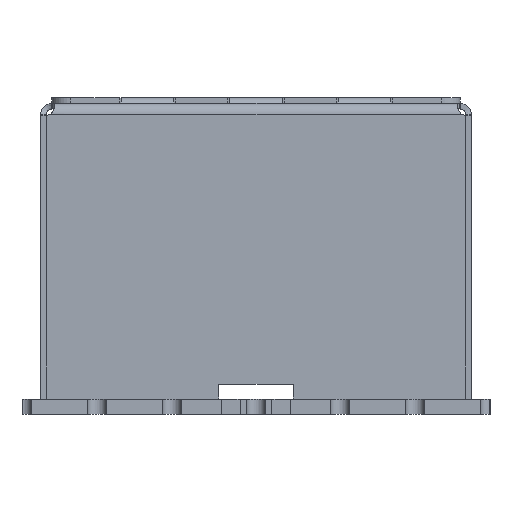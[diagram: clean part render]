
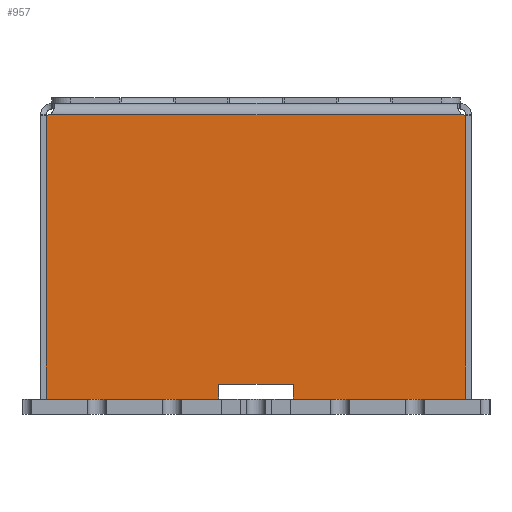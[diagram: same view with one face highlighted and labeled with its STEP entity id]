
A CAD part, left-side view. The second image highlights one B-rep face of the part: STEP entity #957.
In plain terms, the highlighted planar face has unit normal (-1, 0, 0).
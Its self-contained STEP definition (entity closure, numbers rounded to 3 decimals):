
#957=ADVANCED_FACE('',(#7700),#7702,.F.);
#7700=FACE_BOUND('',#7701,.T.);
#7701=EDGE_LOOP('',(#16464,#16465,#16466,#16467,#16468,#16469,#16470,#16471,#16472,
#16473));
#7702=PLANE('',#7703);
#7703=AXIS2_PLACEMENT_3D('',#7704,#7705,#7706);
#7704=CARTESIAN_POINT('',(-14.15,0.,16.613));
#7705=DIRECTION('',(1.,0.,0.));
#7706=DIRECTION('',(0.,0.,-1.));
#16464=ORIENTED_EDGE('',*,*,#20090,.T.);
#16465=ORIENTED_EDGE('',*,*,#20445,.F.);
#16466=ORIENTED_EDGE('',*,*,#20446,.F.);
#16467=ORIENTED_EDGE('',*,*,#20447,.F.);
#16468=ORIENTED_EDGE('',*,*,#20125,.T.);
#16469=ORIENTED_EDGE('',*,*,#20444,.F.);
#16470=ORIENTED_EDGE('',*,*,#20448,.T.);
#16471=ORIENTED_EDGE('',*,*,#20437,.F.);
#16472=ORIENTED_EDGE('',*,*,#20449,.F.);
#16473=ORIENTED_EDGE('',*,*,#20450,.T.);
#20090=EDGE_CURVE('',#22284,#22285,#22286,.T.);
#20125=EDGE_CURVE('',#22349,#22346,#22350,.T.);
#20437=EDGE_CURVE('',#22894,#22896,#22897,.T.);
#20444=EDGE_CURVE('',#22906,#22346,#22908,.T.);
#20445=EDGE_CURVE('',#22909,#22285,#22910,.T.);
#20446=EDGE_CURVE('',#22911,#22909,#22912,.T.);
#20447=EDGE_CURVE('',#22349,#22911,#22913,.T.);
#20448=EDGE_CURVE('',#22906,#22896,#22914,.T.);
#20449=EDGE_CURVE('',#22915,#22894,#22916,.T.);
#20450=EDGE_CURVE('',#22915,#22284,#22917,.T.);
#22284=VERTEX_POINT('',#25979);
#22285=VERTEX_POINT('',#25980);
#22286=LINE('',#25981,#25982);
#22346=VERTEX_POINT('',#26118);
#22349=VERTEX_POINT('',#26123);
#22350=LINE('',#26124,#26125);
#22894=VERTEX_POINT('',#27326);
#22896=VERTEX_POINT('',#27347);
#22897=LINE('',#27348,#27349);
#22906=VERTEX_POINT('',#27416);
#22908=LINE('',#27420,#27421);
#22909=VERTEX_POINT('',#27423);
#22910=LINE('',#27424,#27425);
#22911=VERTEX_POINT('',#27427);
#22912=LINE('',#27428,#27429);
#22913=LINE('',#27431,#27432);
#22914=CIRCLE('',#27434,0.45);
#22915=VERTEX_POINT('',#27438);
#22916=CIRCLE('',#27439,0.45);
#22917=LINE('',#27443,#27444);
#25979=CARTESIAN_POINT('',(-14.15,11.199,0.813));
#25980=CARTESIAN_POINT('',(-14.15,2.,0.813));
#25981=CARTESIAN_POINT('',(-14.15,11.199,0.813));
#25982=VECTOR('',#25983,1.);
#25983=DIRECTION('',(0.,-1.,0.));
#26118=CARTESIAN_POINT('',(-14.15,-11.199,0.813));
#26123=CARTESIAN_POINT('',(-14.15,-2.,0.813));
#26124=CARTESIAN_POINT('',(-14.15,-2.,0.813));
#26125=VECTOR('',#26126,1.);
#26126=DIRECTION('',(0.,-1.,0.));
#27326=CARTESIAN_POINT('',(-14.15,11.009,16.013));
#27347=CARTESIAN_POINT('',(-14.15,-11.009,16.013));
#27348=CARTESIAN_POINT('',(-14.15,11.009,16.013));
#27349=VECTOR('',#27350,1.);
#27350=DIRECTION('',(0.,-1.,0.));
#27416=CARTESIAN_POINT('',(-14.15,-11.199,15.971));
#27420=CARTESIAN_POINT('',(-14.15,-11.199,15.971));
#27421=VECTOR('',#27422,1.);
#27422=DIRECTION('',(0.,0.,-1.));
#27423=CARTESIAN_POINT('',(-14.15,2.,1.613));
#27424=CARTESIAN_POINT('',(-14.15,2.,1.613));
#27425=VECTOR('',#27426,1.);
#27426=DIRECTION('',(0.,0.,-1.));
#27427=CARTESIAN_POINT('',(-14.15,-2.,1.613));
#27428=CARTESIAN_POINT('',(-14.15,-2.,1.613));
#27429=VECTOR('',#27430,1.);
#27430=DIRECTION('',(0.,1.,0.));
#27431=CARTESIAN_POINT('',(-14.15,-2.,0.813));
#27432=VECTOR('',#27433,1.);
#27433=DIRECTION('',(0.,0.,1.));
#27434=AXIS2_PLACEMENT_3D('',#27435,#27436,#27437);
#27435=CARTESIAN_POINT('',(-14.15,-11.199,16.421));
#27436=DIRECTION('',(1.,0.,0.));
#27437=DIRECTION('',(0.,0.,-1.));
#27438=CARTESIAN_POINT('',(-14.15,11.199,15.971));
#27439=AXIS2_PLACEMENT_3D('',#27440,#27441,#27442);
#27440=CARTESIAN_POINT('',(-14.15,11.199,16.421));
#27441=DIRECTION('',(-1.,0.,0.));
#27442=DIRECTION('',(0.,0.,-1.));
#27443=CARTESIAN_POINT('',(-14.15,11.199,15.971));
#27444=VECTOR('',#27445,1.);
#27445=DIRECTION('',(0.,0.,-1.));
